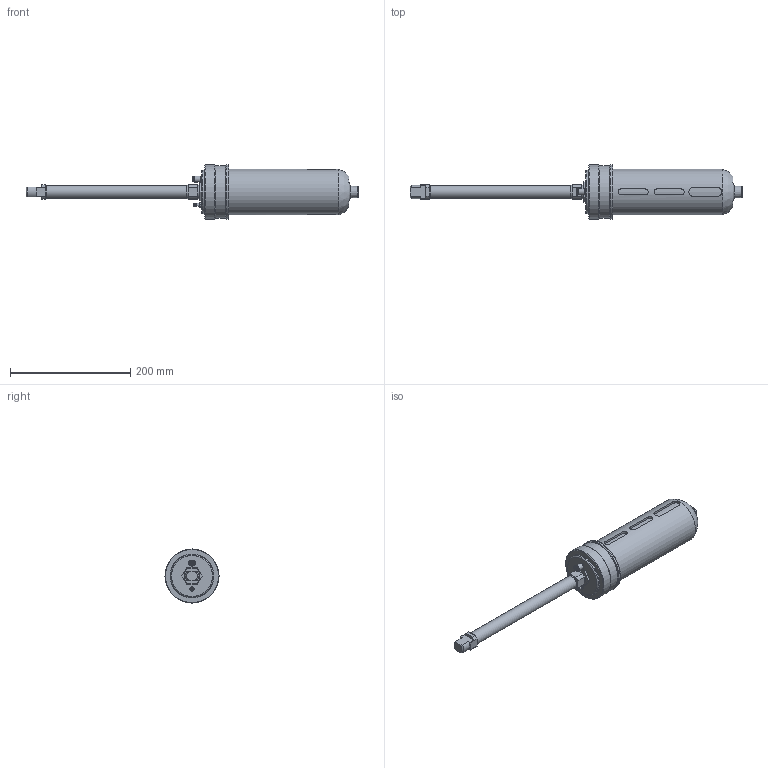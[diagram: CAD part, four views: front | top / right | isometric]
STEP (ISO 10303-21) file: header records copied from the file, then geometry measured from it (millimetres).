
FILE_DESCRIPTION(/* description */ (''),/* implementation_level */ '2;1');
FILE_NAME(/* name */ '508478_S01794_R0_ZSB_Behälterentleerung_600ml_Shrinkwrap_1.stp',/* time_stamp */ '2022-09-02T11:13:58+02:00',/* author */ ('glueck'),/* organization */ (''),/* preprocessor_version */ 'ST-DEVELOPER v18.1',/* originating_system */ 'Autodesk Inventor 2021',/* authorisation */ '');
FILE_SCHEMA (('AUTOMOTIVE_DESIGN { 1 0 10303 214 3 1 1 }'));
Length unit declared in the file: millimetre
Products named in the file (1): 508478_S01794_R0_ZSB_Behälterentleerung_600ml_Shrinkwrap_1
Bounding box: 552 x 90 x 90 mm (x, y, z)
Volume: 1214518.6 mm3; surface area: 209525.3 mm2
Topology: 1 solids, 1 shells, 191 faces, 482 edges, 312 vertices
Faces by surface type: plane 77, cylinder 50, bspline 29, cone 24, torus 11
Full cylindrical faces by diameter (mm): 4.134 x2, 4.4 x1, 5 x2, 6 x1, 6.8 x1, 7.8 x1, 10 x1, 14 x1, 19.2 x1, 21.27 x1, 22 x1, 22.2 x2, 68 x1, 69 x1, 72 x1, 73.8 x1, 76 x2, 82.5 x2, 87 x1, 90 x2
Entity records: 15516 total; most frequent: CARTESIAN_POINT 10901, ORIENTED_EDGE 964, DIRECTION 810, EDGE_CURVE 482, VERTEX_POINT 312, AXIS2_PLACEMENT_3D 310, EDGE_LOOP 226, STYLED_ITEM 192
